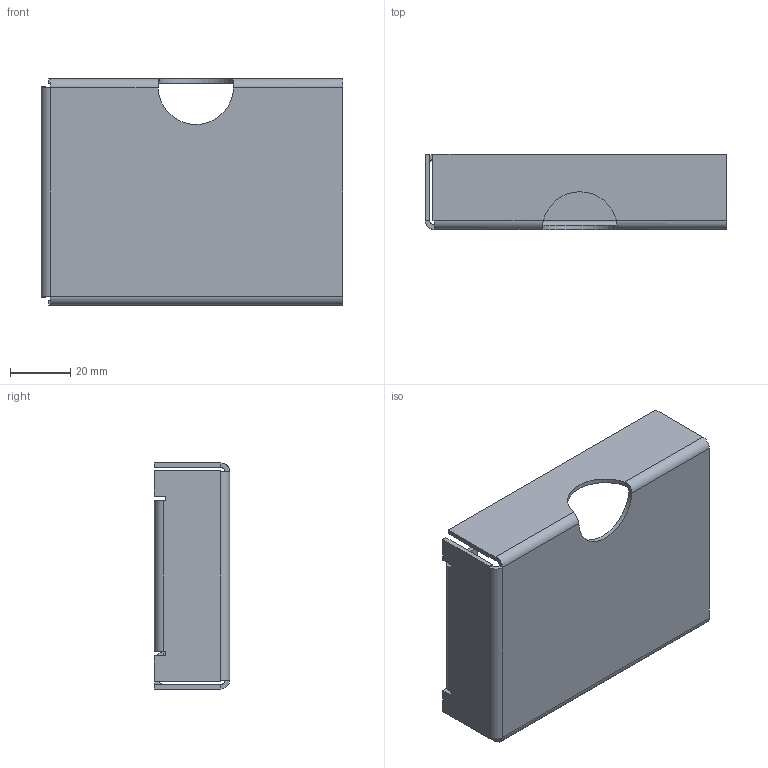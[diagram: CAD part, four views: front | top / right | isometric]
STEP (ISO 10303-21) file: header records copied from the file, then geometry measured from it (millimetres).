
FILE_DESCRIPTION((''),'2;1');
FILE_NAME('BLECHTEIL_umwandeln.stp','2013-02-20T11:16:25',('abacher'),(''),'Autodesk Inventor 2013','Autodesk Inventor 2013','');
FILE_SCHEMA(('AUTOMOTIVE_DESIGN { 1 0 10303 214 1 1 1 1 }'));
Length unit declared in the file: millimetre
Products named in the file (1): 100004-BLECHTEIL
Bounding box: 100 x 25 x 75 mm (x, y, z)
Volume: 20629.6 mm3; surface area: 28495.6 mm2
Topology: 1 solids, 1 shells, 80 faces, 186 edges, 106 vertices
Faces by surface type: plane 61, cylinder 17, bspline 2
Entity records: 2262 total; most frequent: CARTESIAN_POINT 431, ORIENTED_EDGE 372, DIRECTION 370, EDGE_CURVE 186, VECTOR 152, LINE 152, AXIS2_PLACEMENT_3D 109, VERTEX_POINT 106
